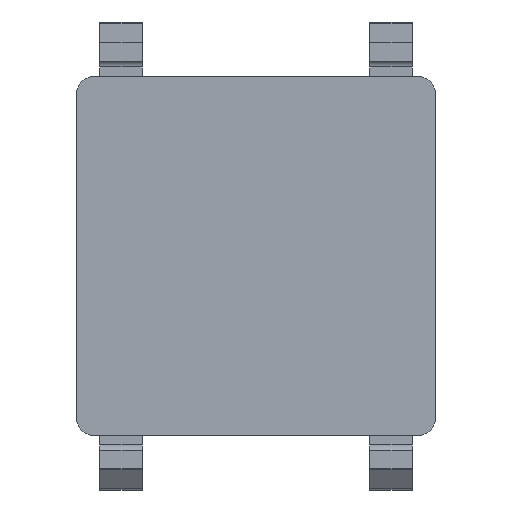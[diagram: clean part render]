
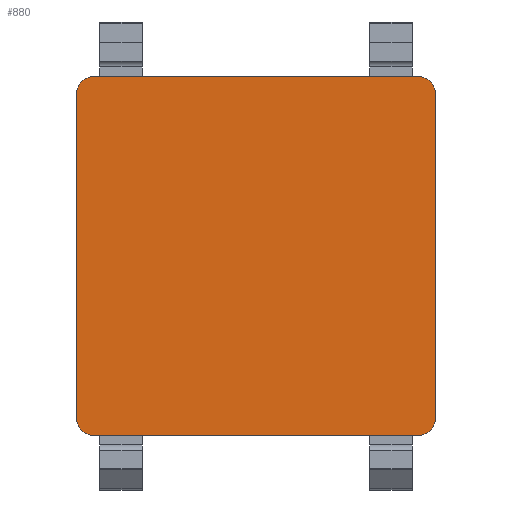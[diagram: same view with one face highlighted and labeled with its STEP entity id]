
A CAD part, front view. The second image highlights one B-rep face of the part: STEP entity #880.
In plain terms, the highlighted planar face has unit normal (0, -1, 0).
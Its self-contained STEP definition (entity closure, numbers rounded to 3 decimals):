
#125 = DIRECTION ( 'NONE',  ( 0., 0., 1. ) ) ;
#196 = CARTESIAN_POINT ( 'NONE',  ( 2.695, 0., -2.995 ) ) ;
#218 = CARTESIAN_POINT ( 'NONE',  ( -2.695, 0., -2.695 ) ) ;
#259 = CARTESIAN_POINT ( 'NONE',  ( 2.995, 0., 2.695 ) ) ;
#276 = CARTESIAN_POINT ( 'NONE',  ( -2.995, 0., -2.695 ) ) ;
#290 = CIRCLE ( 'NONE', #1699, 0.3 ) ;
#307 = CARTESIAN_POINT ( 'NONE',  ( 2.695, 0., 2.995 ) ) ;
#398 = ORIENTED_EDGE ( 'NONE', *, *, #1826, .F. ) ;
#520 = CARTESIAN_POINT ( 'NONE',  ( -2.995, 0., 2.695 ) ) ;
#586 = DIRECTION ( 'NONE',  ( 0., 0., 1. ) ) ;
#601 = CIRCLE ( 'NONE', #1640, 0.3 ) ;
#628 = EDGE_CURVE ( 'NONE', #3385, #2082, #4310, .T. ) ;
#642 = EDGE_CURVE ( 'NONE', #1582, #3795, #3167, .T. ) ;
#715 = AXIS2_PLACEMENT_3D ( 'NONE', #2514, #4168, #125 ) ;
#808 = PLANE ( 'NONE',  #1204 ) ;
#823 = ORIENTED_EDGE ( 'NONE', *, *, #642, .F. ) ;
#880 = ADVANCED_FACE ( 'NONE', ( #1941 ), #808, .T. ) ;
#1010 = VECTOR ( 'NONE', #1879, 1000. ) ;
#1053 = EDGE_CURVE ( 'NONE', #3889, #1170, #2454, .T. ) ;
#1054 = DIRECTION ( 'NONE',  ( 0., 0., 1. ) ) ;
#1151 = CARTESIAN_POINT ( 'NONE',  ( -2.695, 0., 2.695 ) ) ;
#1153 = DIRECTION ( 'NONE',  ( 0., 0., -1. ) ) ;
#1170 = VERTEX_POINT ( 'NONE', #520 ) ;
#1204 = AXIS2_PLACEMENT_3D ( 'NONE', #1151, #4081, #1385 ) ;
#1251 = DIRECTION ( 'NONE',  ( 0., 1., 0. ) ) ;
#1285 = CARTESIAN_POINT ( 'NONE',  ( 2.695, 0., -2.695 ) ) ;
#1353 = CARTESIAN_POINT ( 'NONE',  ( -2.695, 0., -2.995 ) ) ;
#1385 = DIRECTION ( 'NONE',  ( 0., 0., -1. ) ) ;
#1421 = EDGE_CURVE ( 'NONE', #3795, #3350, #3753, .T. ) ;
#1461 = CIRCLE ( 'NONE', #715, 0.3 ) ;
#1582 = VERTEX_POINT ( 'NONE', #259 ) ;
#1624 = DIRECTION ( 'NONE',  ( 0., 0., 1. ) ) ;
#1640 = AXIS2_PLACEMENT_3D ( 'NONE', #218, #1251, #586 ) ;
#1699 = AXIS2_PLACEMENT_3D ( 'NONE', #2523, #3205, #1153 ) ;
#1787 = VECTOR ( 'NONE', #3348, 1000. ) ;
#1826 = EDGE_CURVE ( 'NONE', #2082, #1582, #1461, .T. ) ;
#1848 = CARTESIAN_POINT ( 'NONE',  ( 2.695, 0., -2.995 ) ) ;
#1879 = DIRECTION ( 'NONE',  ( 1., 0., 0. ) ) ;
#1900 = ORIENTED_EDGE ( 'NONE', *, *, #2134, .F. ) ;
#1941 = FACE_OUTER_BOUND ( 'NONE', #2467, .T. ) ;
#1947 = VECTOR ( 'NONE', #4260, 1000. ) ;
#1977 = EDGE_CURVE ( 'NONE', #2972, #3889, #601, .T. ) ;
#2027 = ORIENTED_EDGE ( 'NONE', *, *, #628, .F. ) ;
#2082 = VERTEX_POINT ( 'NONE', #307 ) ;
#2134 = EDGE_CURVE ( 'NONE', #1170, #3385, #290, .T. ) ;
#2149 = EDGE_CURVE ( 'NONE', #3350, #2972, #3070, .T. ) ;
#2242 = CARTESIAN_POINT ( 'NONE',  ( 2.995, 0., 2.695 ) ) ;
#2253 = CARTESIAN_POINT ( 'NONE',  ( 2.695, 0., 2.995 ) ) ;
#2308 = AXIS2_PLACEMENT_3D ( 'NONE', #1285, #4326, #1624 ) ;
#2454 = LINE ( 'NONE', #2772, #2698 ) ;
#2467 = EDGE_LOOP ( 'NONE', ( #1900, #4201, #4003, #3914, #3504, #823, #398, #2027 ) ) ;
#2514 = CARTESIAN_POINT ( 'NONE',  ( 2.695, 0., 2.695 ) ) ;
#2523 = CARTESIAN_POINT ( 'NONE',  ( -2.695, 0., 2.695 ) ) ;
#2698 = VECTOR ( 'NONE', #1054, 1000. ) ;
#2772 = CARTESIAN_POINT ( 'NONE',  ( -2.995, 0., 2.695 ) ) ;
#2972 = VERTEX_POINT ( 'NONE', #1353 ) ;
#3070 = LINE ( 'NONE', #196, #1787 ) ;
#3167 = LINE ( 'NONE', #2242, #1947 ) ;
#3205 = DIRECTION ( 'NONE',  ( 0., 1., 0. ) ) ;
#3348 = DIRECTION ( 'NONE',  ( -1., 0., 0. ) ) ;
#3350 = VERTEX_POINT ( 'NONE', #1848 ) ;
#3385 = VERTEX_POINT ( 'NONE', #3545 ) ;
#3504 = ORIENTED_EDGE ( 'NONE', *, *, #1421, .F. ) ;
#3545 = CARTESIAN_POINT ( 'NONE',  ( -2.695, 0., 2.995 ) ) ;
#3676 = CARTESIAN_POINT ( 'NONE',  ( 2.995, 0., -2.695 ) ) ;
#3753 = CIRCLE ( 'NONE', #2308, 0.3 ) ;
#3795 = VERTEX_POINT ( 'NONE', #3676 ) ;
#3889 = VERTEX_POINT ( 'NONE', #276 ) ;
#3914 = ORIENTED_EDGE ( 'NONE', *, *, #2149, .F. ) ;
#4003 = ORIENTED_EDGE ( 'NONE', *, *, #1977, .F. ) ;
#4081 = DIRECTION ( 'NONE',  ( 0., -1., 0. ) ) ;
#4168 = DIRECTION ( 'NONE',  ( 0., 1., 0. ) ) ;
#4201 = ORIENTED_EDGE ( 'NONE', *, *, #1053, .F. ) ;
#4260 = DIRECTION ( 'NONE',  ( 0., 0., -1. ) ) ;
#4310 = LINE ( 'NONE', #2253, #1010 ) ;
#4326 = DIRECTION ( 'NONE',  ( 0., 1., 0. ) ) ;
